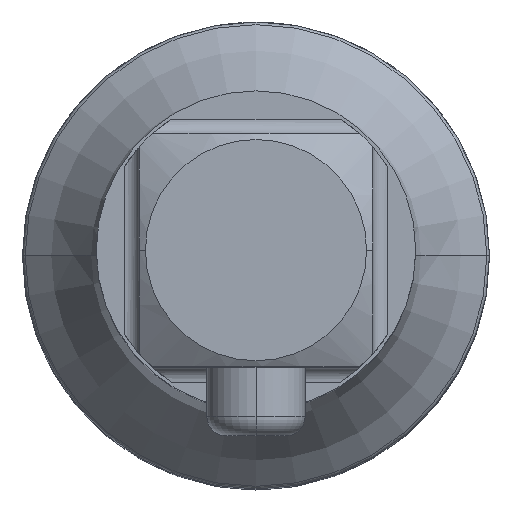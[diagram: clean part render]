
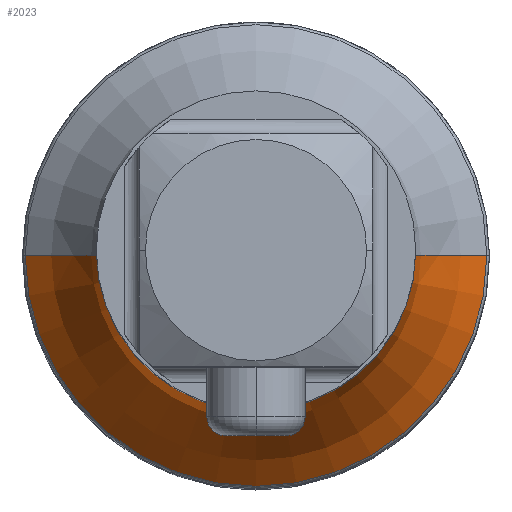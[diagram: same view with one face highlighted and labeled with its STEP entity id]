
A CAD part, top view. The second image highlights one B-rep face of the part: STEP entity #2023.
In plain terms, the highlighted toroidal (fillet/blend) face has major radius 15.75 mm and minor radius 10 mm.
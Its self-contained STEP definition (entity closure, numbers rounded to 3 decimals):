
#754=CARTESIAN_POINT('',(0.,0.,25.089));
#755=DIRECTION('',(0.,0.,1.));
#756=DIRECTION('',(0.,1.,0.));
#757=AXIS2_PLACEMENT_3D('',#754,#755,#756);
#762=CARTESIAN_POINT('',(0.,15.75,32.806));
#763=DIRECTION('',(-1.,0.,0.));
#764=DIRECTION('',(0.,-0.636,-0.772));
#765=AXIS2_PLACEMENT_3D('',#762,#763,#764);
#770=CARTESIAN_POINT('',(0.,-15.75,32.806));
#771=DIRECTION('',(1.,0.,0.));
#772=DIRECTION('',(0.,0.636,-0.772));
#773=AXIS2_PLACEMENT_3D('',#770,#771,#772);
#801=CARTESIAN_POINT('',(0.,0.,32.806));
#802=DIRECTION('',(0.,0.,1.));
#803=DIRECTION('',(0.,1.,0.));
#804=AXIS2_PLACEMENT_3D('',#801,#802,#803);
#1514=CARTESIAN_POINT('',(0.,5.75,32.806));
#1515=CARTESIAN_POINT('',(0.,-5.75,32.806));
#1516=VERTEX_POINT('',#1514);
#1517=VERTEX_POINT('',#1515);
#1518=CARTESIAN_POINT('',(0.,9.391,25.089));
#1519=CARTESIAN_POINT('',(0.,-9.391,25.089));
#1520=VERTEX_POINT('',#1518);
#1521=VERTEX_POINT('',#1519);
#2010=CARTESIAN_POINT('',(0.,0.,32.806));
#2011=DIRECTION('',(0.,0.,-1.));
#2012=DIRECTION('',(0.,-1.,0.));
#2013=AXIS2_PLACEMENT_3D('',#2010,#2011,#2012);
#2014=TOROIDAL_SURFACE('',#2013,15.75,10.);
#2016=ORIENTED_EDGE('',*,*,#2015,.F.);
#2017=ORIENTED_EDGE('',*,*,#2005,.T.);
#2019=ORIENTED_EDGE('',*,*,#2018,.T.);
#2020=ORIENTED_EDGE('',*,*,#2001,.F.);
#2021=EDGE_LOOP('',(#2016,#2017,#2019,#2020));
#2022=FACE_OUTER_BOUND('',#2021,.F.);
#2023=ADVANCED_FACE('',(#2022),#2014,.F.);
#758=CIRCLE('',#757,9.391);
#766=CIRCLE('',#765,10.);
#774=CIRCLE('',#773,10.);
#805=CIRCLE('',#804,5.75);
#2001=EDGE_CURVE('',#1521,#1517,#774,.T.);
#2005=EDGE_CURVE('',#1520,#1516,#766,.T.);
#2015=EDGE_CURVE('',#1520,#1521,#758,.T.);
#2018=EDGE_CURVE('',#1516,#1517,#805,.T.);
